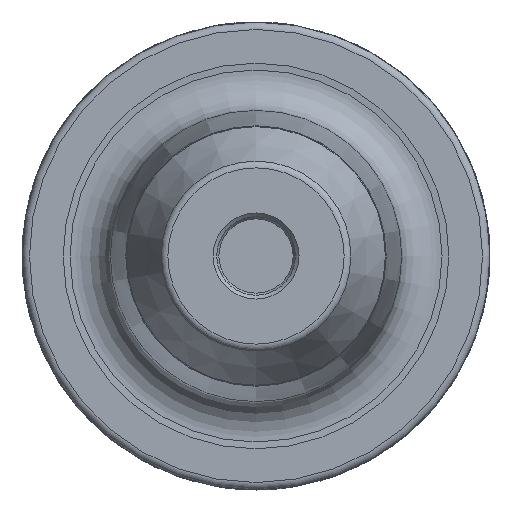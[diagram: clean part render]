
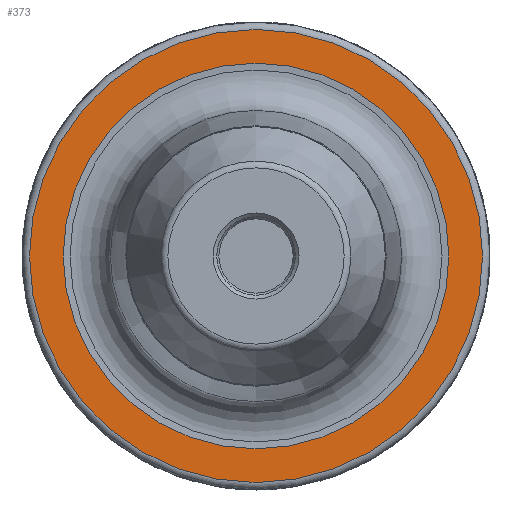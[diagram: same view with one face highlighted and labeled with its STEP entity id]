
A CAD part, left-side view. The second image highlights one B-rep face of the part: STEP entity #373.
In plain terms, the highlighted planar face has unit normal (-1, 0, 0).
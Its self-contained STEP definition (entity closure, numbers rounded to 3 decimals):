
#296=FACE_BOUND('',#552,.T.);
#297=FACE_BOUND('',#553,.T.);
#373=ADVANCED_FACE('',(#296,#297),#426,.F.);
#426=PLANE('',#1453);
#552=EDGE_LOOP('',(#776));
#553=EDGE_LOOP('',(#777));
#776=ORIENTED_EDGE('',*,*,#1236,.T.);
#777=ORIENTED_EDGE('',*,*,#1235,.F.);
#1076=VERTEX_POINT('',#2530);
#1077=VERTEX_POINT('',#2533);
#1235=EDGE_CURVE('',#1076,#1076,#1339,.T.);
#1236=EDGE_CURVE('',#1077,#1077,#1340,.T.);
#1339=CIRCLE('',#1450,30.495);
#1340=CIRCLE('',#1452,25.961);
#1450=AXIS2_PLACEMENT_3D('',#2529,#1720,#1721);
#1452=AXIS2_PLACEMENT_3D('',#2532,#1724,#1725);
#1453=AXIS2_PLACEMENT_3D('',#2534,#1726,#1727);
#1720=DIRECTION('',(1.,0.,0.));
#1721=DIRECTION('',(0.,0.,1.));
#1724=DIRECTION('',(1.,0.,0.));
#1725=DIRECTION('',(0.,0.,1.));
#1726=DIRECTION('',(1.,0.,0.));
#1727=DIRECTION('',(0.,0.,-1.));
#2529=CARTESIAN_POINT('',(133.,0.,0.));
#2530=CARTESIAN_POINT('',(133.,0.,30.495));
#2532=CARTESIAN_POINT('',(133.,0.,0.));
#2533=CARTESIAN_POINT('',(133.,0.,25.961));
#2534=CARTESIAN_POINT('',(133.,30.495,0.));
